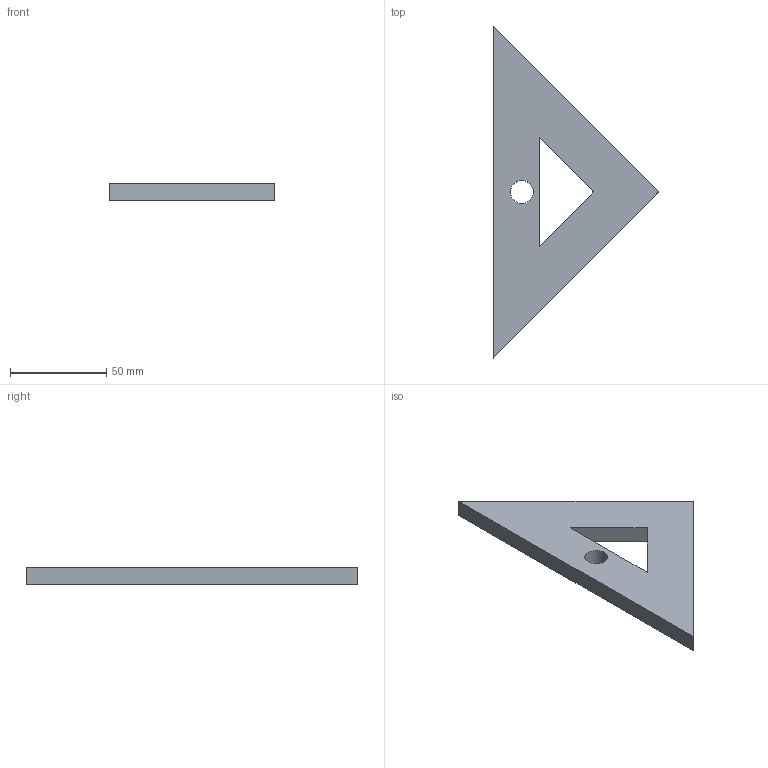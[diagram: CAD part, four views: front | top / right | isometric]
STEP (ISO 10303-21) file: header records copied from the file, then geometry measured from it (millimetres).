
FILE_DESCRIPTION(/* description */ (''),/* implementation_level */ '2;1');
FILE_NAME(/* name */ 'Eslabon_3_inventor.stp',/* time_stamp */ '2021-08-13T18:35:09-05:00',/* author */ ('uriel'),/* organization */ (''),/* preprocessor_version */ 'ST-DEVELOPER v18.1',/* originating_system */ 'Autodesk Inventor 2021',/* authorisation */ '');
FILE_SCHEMA (('AUTOMOTIVE_DESIGN { 1 0 10303 214 3 1 1 }'));
Length unit declared in the file: millimetre
Products named in the file (1): Eslabon_3_inventor
Bounding box: 86.21 x 172.43 x 9 mm (x, y, z)
Volume: 58682.8 mm3; surface area: 18355 mm2
Topology: 1 solids, 1 shells, 9 faces, 23 edges, 18 vertices
Faces by surface type: plane 8, cylinder 1
Full cylindrical faces by diameter (mm): 12 x1
Entity records: 331 total; most frequent: CARTESIAN_POINT 49, DIRECTION 43, ORIENTED_EDGE 42, EDGE_CURVE 21, LINE 19, VECTOR 19, VERTEX_POINT 14, EDGE_LOOP 13
